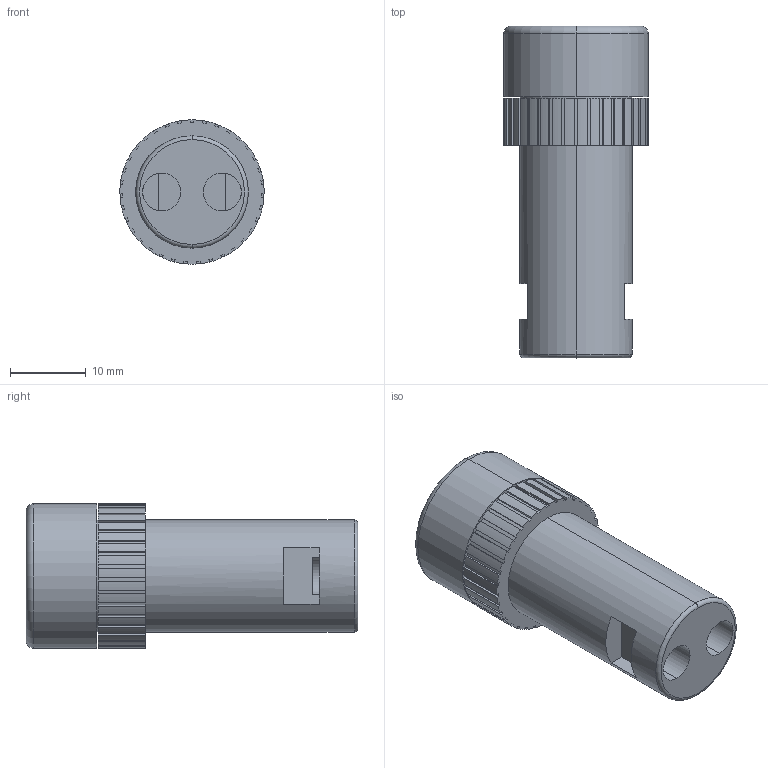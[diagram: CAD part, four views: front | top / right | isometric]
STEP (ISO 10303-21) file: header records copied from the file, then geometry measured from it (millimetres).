
FILE_DESCRIPTION (( 'STEP AP203' ), '1' );
FILE_NAME ('Ñâåòîäèîäíàÿ ìàòðèöà AD16-16S.STEP', '2018-09-04T07:03:01', ( '' ), ( '' ), 'SwSTEP 2.0', 'SolidWorks 2017', '' );
FILE_SCHEMA (( 'CONFIG_CONTROL_DESIGN' ));
Length unit declared in the file: millimetre
Products named in the file (1): Ñâåòîäèîäíàÿ ìàòðèöà AD16-16S
Bounding box: 19 x 43.7 x 19 mm (x, y, z)
Volume: 8788.9 mm3; surface area: 3358.1 mm2
Topology: 1 solids, 1 shells, 172 faces, 497 edges, 330 vertices
Faces by surface type: plane 122, cylinder 46, torus 4
Entity records: 5722 total; most frequent: CARTESIAN_POINT 1000, ORIENTED_EDGE 994, DIRECTION 951, EDGE_CURVE 497, LINE 389, VECTOR 389, VERTEX_POINT 330, AXIS2_PLACEMENT_3D 281
